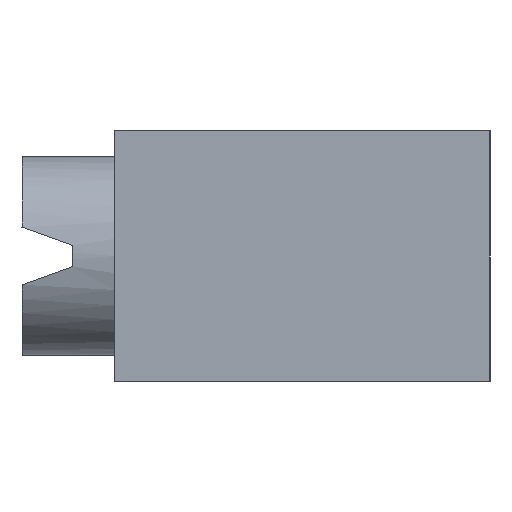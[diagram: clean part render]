
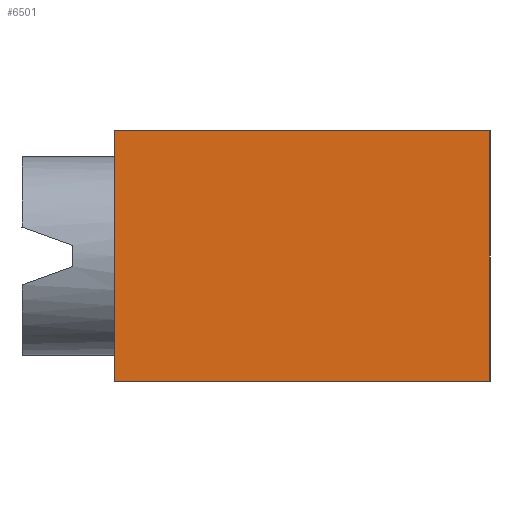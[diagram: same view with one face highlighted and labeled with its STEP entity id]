
A CAD part, left-side view. The second image highlights one B-rep face of the part: STEP entity #6501.
In plain terms, the highlighted planar face has unit normal (-1, 0, 0).
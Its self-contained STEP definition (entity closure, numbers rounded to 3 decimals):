
#610 = EDGE_LOOP ( 'NONE', ( #7807, #7808, #7845, #7814 ) ) ;
#3025 = AXIS2_PLACEMENT_3D ( 'NONE', #4593, #4606, #4583 ) ;
#3230 = VECTOR ( 'NONE', #5699, 1000. ) ;
#3238 = VECTOR ( 'NONE', #5786, 1000. ) ;
#3299 = VECTOR ( 'NONE', #5808, 1000. ) ;
#3353 = VECTOR ( 'NONE', #8245, 1000. ) ;
#4583 = DIRECTION ( 'NONE',  ( 0., 0., -1. ) ) ;
#4593 = CARTESIAN_POINT ( 'NONE',  ( 0., 15., 0. ) ) ;
#4594 = FACE_OUTER_BOUND ( 'NONE', #610, .T. ) ;
#4599 = PLANE ( 'NONE',  #3025 ) ;
#4606 = DIRECTION ( 'NONE',  ( 1., 0., 0. ) ) ;
#5200 = CARTESIAN_POINT ( 'NONE',  ( 0., 0., 0. ) ) ;
#5206 = CARTESIAN_POINT ( 'NONE',  ( 0., 15., -10. ) ) ;
#5212 = CARTESIAN_POINT ( 'NONE',  ( 0., 0., -10. ) ) ;
#5220 = CARTESIAN_POINT ( 'NONE',  ( 0., 15., 0. ) ) ;
#5699 = DIRECTION ( 'NONE',  ( 0., -1., 0. ) ) ;
#5700 = CARTESIAN_POINT ( 'NONE',  ( 0., 15., 0. ) ) ;
#5719 = LINE ( 'NONE', #5700, #3230 ) ;
#5726 = CARTESIAN_POINT ( 'NONE',  ( 0., 15., 0. ) ) ;
#5758 = LINE ( 'NONE', #5726, #3238 ) ;
#5786 = DIRECTION ( 'NONE',  ( 0., 0., 1. ) ) ;
#5800 = CARTESIAN_POINT ( 'NONE',  ( 0., 0., 0. ) ) ;
#5808 = DIRECTION ( 'NONE',  ( 0., 0., -1. ) ) ;
#5821 = LINE ( 'NONE', #5800, #3299 ) ;
#6501 = ADVANCED_FACE ( 'NONE', ( #4594 ), #4599, .F. ) ;
#7807 = ORIENTED_EDGE ( 'NONE', *, *, #10207, .F. ) ;
#7808 = ORIENTED_EDGE ( 'NONE', *, *, #10246, .T. ) ;
#7814 = ORIENTED_EDGE ( 'NONE', *, *, #10185, .F. ) ;
#7845 = ORIENTED_EDGE ( 'NONE', *, *, #10232, .F. ) ;
#8245 = DIRECTION ( 'NONE',  ( 0., -1., 0. ) ) ;
#8261 = LINE ( 'NONE', #8262, #3353 ) ;
#8262 = CARTESIAN_POINT ( 'NONE',  ( 0., 15., -10. ) ) ;
#9549 = VERTEX_POINT ( 'NONE', #5212 ) ;
#9564 = VERTEX_POINT ( 'NONE', #5200 ) ;
#9581 = VERTEX_POINT ( 'NONE', #5220 ) ;
#9594 = VERTEX_POINT ( 'NONE', #5206 ) ;
#10185 = EDGE_CURVE ( 'NONE', #9581, #9564, #5719, .T. ) ;
#10207 = EDGE_CURVE ( 'NONE', #9594, #9581, #5758, .T. ) ;
#10232 = EDGE_CURVE ( 'NONE', #9564, #9549, #5821, .T. ) ;
#10246 = EDGE_CURVE ( 'NONE', #9594, #9549, #8261, .T. ) ;
